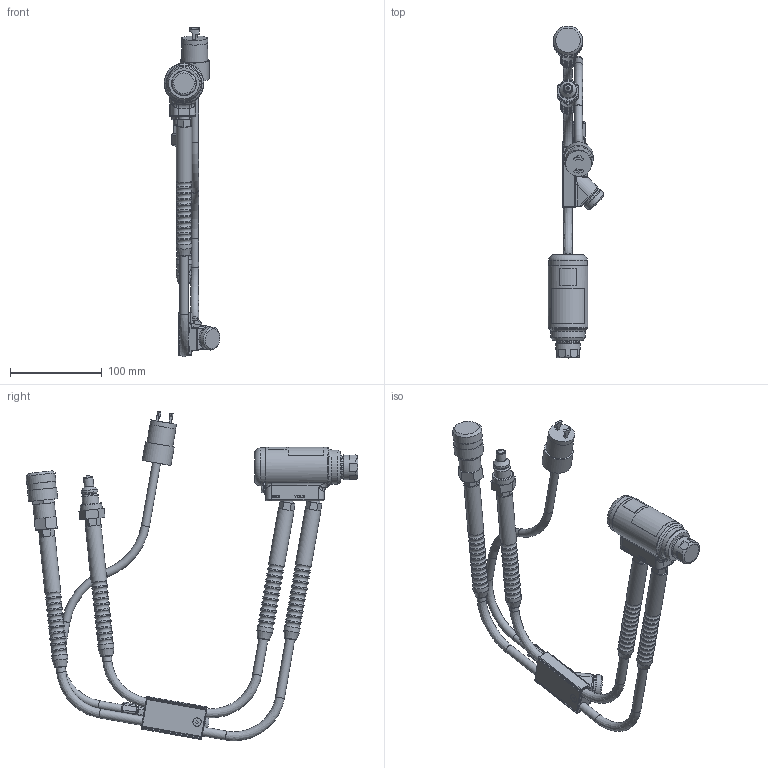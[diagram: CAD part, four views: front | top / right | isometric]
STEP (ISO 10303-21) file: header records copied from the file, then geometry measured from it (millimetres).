
FILE_DESCRIPTION(/* description */ (''),/* implementation_level */ '2;1');
FILE_NAME(/* name */ 'sfbtt8_CLR.stp',/* time_stamp */ '2013-02-12T14:38:33-05:00',/* author */ (''),/* organization */ (''),/* preprocessor_version */ 'ST-DEVELOPER v14',/* originating_system */ 'SIEMENS PLM Software NX 8.0',/* authorisation */ '');
FILE_SCHEMA (('CONFIG_CONTROL_DESIGN'));
Length unit declared in the file: inch
Products named in the file (1): sfbtt8_CLR_stp
Bounding box: 60.64 x 361.32 x 358.62 mm (x, y, z)
Surface area: 112420.6 mm2 (no closed solid volume)
Topology: 0 solids, 1 shells, 1904 faces, 5005 edges, 3267 vertices
Faces by surface type: extrusion 808, plane 756, cylinder 179, torus 89, cone 32, bspline 30, sphere 10
Full cylindrical faces by diameter (mm): 8.763 x3, 9.779 x6, 10.16 x1, 10.858 x1, 11.1 x1, 15.24 x1, 15.875 x1, 17.145 x45, 17.78 x2, 19.05 x1, 23.368 x1, 23.495 x1, 23.8 x1, 25.082 x1, 25.324 x1, 26.924 x1, 28.423 x1, 28.448 x1, 30.48 x1, 31.75 x3, 37.465 x1, 43.18 x1
Entity records: 74107 total; most frequent: CARTESIAN_POINT 31688, ORIENTED_EDGE 9462, DIRECTION 6311, EDGE_CURVE 4731, VECTOR 3289, VERTEX_POINT 3178, B_SPLINE_CURVE_WITH_KNOTS 2606, LINE 2481
